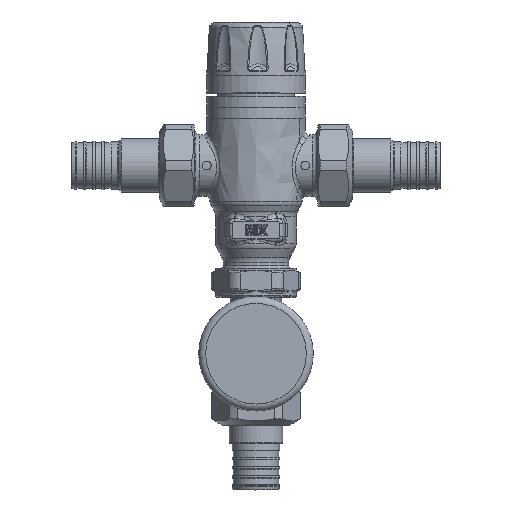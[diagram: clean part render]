
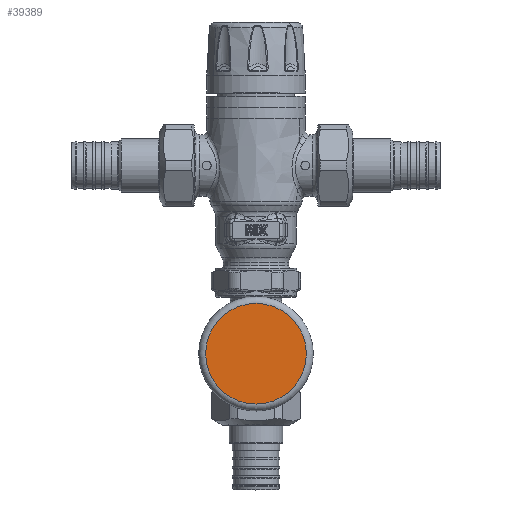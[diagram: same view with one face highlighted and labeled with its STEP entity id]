
A CAD part, top view. The second image highlights one B-rep face of the part: STEP entity #39389.
In plain terms, the highlighted planar face has unit normal (0, 0, 1).
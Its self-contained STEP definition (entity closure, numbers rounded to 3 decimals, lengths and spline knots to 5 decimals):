
#2303=PLANE('',#43070);
#4297=FACE_OUTER_BOUND('',#6774,.T.);
#6774=EDGE_LOOP('',(#32344));
#8917=CIRCLE('',#43064,0.905);
#17086=VERTEX_POINT('',#115227);
#22226=EDGE_CURVE('',#17086,#17086,#8917,.T.);
#32344=ORIENTED_EDGE('',*,*,#22226,.F.);
#39389=ADVANCED_FACE('',(#4297),#2303,.T.);
#43064=AXIS2_PLACEMENT_3D('',#115228,#51918,#51919);
#43070=AXIS2_PLACEMENT_3D('',#115238,#51931,#51932);
#51918=DIRECTION('center_axis',(0.,0.,
-1.));
#51919=DIRECTION('ref_axis',(0.,1.,0.));
#51931=DIRECTION('center_axis',(0.,0.,
1.));
#51932=DIRECTION('ref_axis',(0.,-1.,0.));
#115227=CARTESIAN_POINT('',(0.,-2.48083,1.4924));
#115228=CARTESIAN_POINT('Origin',(0.,-3.38583,
1.4924));
#115238=CARTESIAN_POINT('Origin',(0.,-3.38583,
1.4924));
